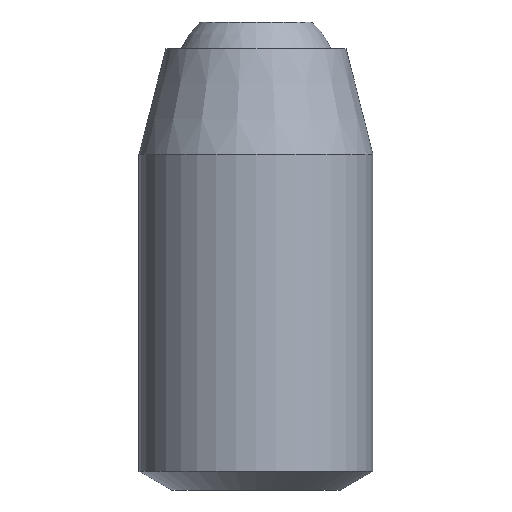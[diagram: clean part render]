
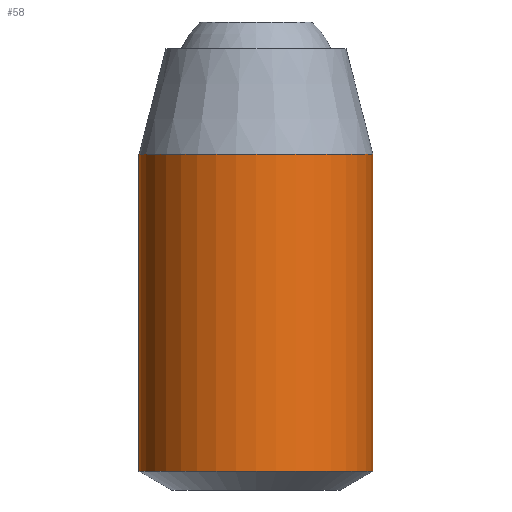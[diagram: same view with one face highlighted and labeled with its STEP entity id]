
A CAD part, front view. The second image highlights one B-rep face of the part: STEP entity #58.
In plain terms, the highlighted cylindrical face has radius 5 mm (diameter 10 mm), a full revolution.
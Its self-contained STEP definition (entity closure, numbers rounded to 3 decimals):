
#58 = ADVANCED_FACE( '', ( #124, #125 ), #126, .T. );
#124 = FACE_OUTER_BOUND( '', #198, .T. );
#125 = FACE_OUTER_BOUND( '', #199, .T. );
#126 = CYLINDRICAL_SURFACE( '', #200, 5. );
#198 = EDGE_LOOP( '', ( #294 ) );
#199 = EDGE_LOOP( '', ( #295 ) );
#200 = AXIS2_PLACEMENT_3D( '', #296, #297, #298 );
#294 = ORIENTED_EDGE( '', *, *, #414, .T. );
#295 = ORIENTED_EDGE( '', *, *, #410, .T. );
#296 = CARTESIAN_POINT( '', ( 0., 0., 18.85 ) );
#297 = DIRECTION( '', ( 0., 0., 1. ) );
#298 = DIRECTION( '', ( -1., 0., 0. ) );
#410 = EDGE_CURVE( '', #478, #478, #479, .F. );
#414 = EDGE_CURVE( '', #485, #485, #486, .T. );
#478 = VERTEX_POINT( '', #567 );
#479 = CIRCLE( '', #568, 5. );
#485 = VERTEX_POINT( '', #574 );
#486 = CIRCLE( '', #575, 5. );
#567 = CARTESIAN_POINT( '', ( 5., 0., 14.35 ) );
#568 = AXIS2_PLACEMENT_3D( '', #651, #652, #653 );
#574 = CARTESIAN_POINT( '', ( 5., 0., 0.8 ) );
#575 = AXIS2_PLACEMENT_3D( '', #660, #661, #662 );
#651 = CARTESIAN_POINT( '', ( 0., 0., 14.35 ) );
#652 = DIRECTION( '', ( 0., 0., 1. ) );
#653 = DIRECTION( '', ( 1., 0., 0. ) );
#660 = CARTESIAN_POINT( '', ( 0., 0., 0.8 ) );
#661 = DIRECTION( '', ( 0., 0., 1. ) );
#662 = DIRECTION( '', ( 1., 0., 0. ) );
